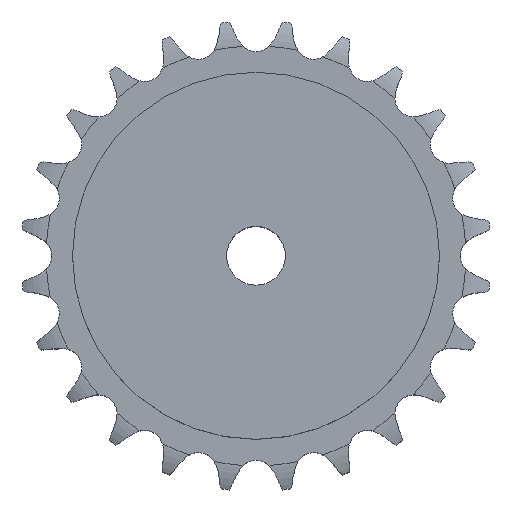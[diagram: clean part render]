
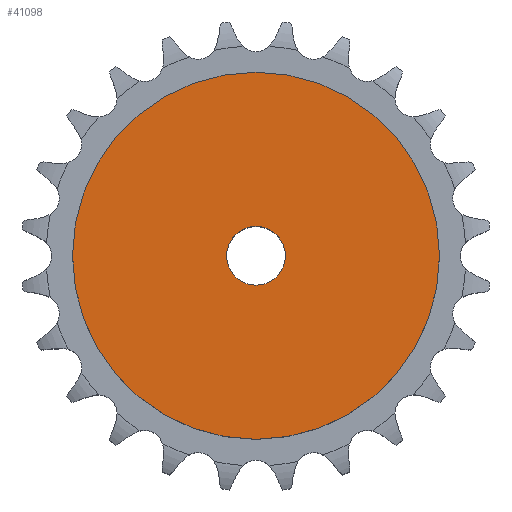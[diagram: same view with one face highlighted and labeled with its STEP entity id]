
A CAD part, top view. The second image highlights one B-rep face of the part: STEP entity #41098.
In plain terms, the highlighted planar face has unit normal (0, 0, 1).
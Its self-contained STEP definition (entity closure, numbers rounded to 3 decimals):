
#21921 = CYLINDRICAL_SURFACE('',#21922,8.);
#21922 = AXIS2_PLACEMENT_3D('',#21923,#21924,#21925);
#21923 = CARTESIAN_POINT('',(0.,0.,201.087));
#21924 = DIRECTION('',(0.,0.,1.));
#21925 = DIRECTION('',(1.,0.,0.));
#28109 = EDGE_CURVE('',#28110,#28110,#28112,.T.);
#28110 = VERTEX_POINT('',#28111);
#28111 = CARTESIAN_POINT('',(8.,0.,45.));
#28112 = SURFACE_CURVE('',#28113,(#28118,#28125),.PCURVE_S1.);
#28113 = CIRCLE('',#28114,8.);
#28114 = AXIS2_PLACEMENT_3D('',#28115,#28116,#28117);
#28115 = CARTESIAN_POINT('',(0.,0.,45.));
#28116 = DIRECTION('',(0.,0.,1.));
#28117 = DIRECTION('',(1.,0.,0.));
#28118 = PCURVE('',#21921,#28119);
#28119 = DEFINITIONAL_REPRESENTATION('',(#28120),#28124);
#28120 = LINE('',#28121,#28122);
#28121 = CARTESIAN_POINT('',(0.,-156.087));
#28122 = VECTOR('',#28123,1.);
#28123 = DIRECTION('',(1.,0.));
#28124 = ( GEOMETRIC_REPRESENTATION_CONTEXT(2) 
PARAMETRIC_REPRESENTATION_CONTEXT() REPRESENTATION_CONTEXT('2D SPACE',''
  ) );
#28125 = PCURVE('',#28126,#28131);
#28126 = PLANE('',#28127);
#28127 = AXIS2_PLACEMENT_3D('',#28128,#28129,#28130);
#28128 = CARTESIAN_POINT('',(0.,0.,45.)
  );
#28129 = DIRECTION('',(0.,0.,1.));
#28130 = DIRECTION('',(1.,0.,0.));
#28131 = DEFINITIONAL_REPRESENTATION('',(#28132),#28136);
#28132 = CIRCLE('',#28133,8.);
#28133 = AXIS2_PLACEMENT_2D('',#28134,#28135);
#28134 = CARTESIAN_POINT('',(0.,0.));
#28135 = DIRECTION('',(1.,0.));
#28136 = ( GEOMETRIC_REPRESENTATION_CONTEXT(2) 
PARAMETRIC_REPRESENTATION_CONTEXT() REPRESENTATION_CONTEXT('2D SPACE',''
  ) );
#41098 = ADVANCED_FACE('',(#41099,#41130),#28126,.T.);
#41099 = FACE_BOUND('',#41100,.T.);
#41100 = EDGE_LOOP('',(#41101));
#41101 = ORIENTED_EDGE('',*,*,#41102,.T.);
#41102 = EDGE_CURVE('',#41103,#41103,#41105,.T.);
#41103 = VERTEX_POINT('',#41104);
#41104 = CARTESIAN_POINT('',(50.,0.,45.));
#41105 = SURFACE_CURVE('',#41106,(#41111,#41118),.PCURVE_S1.);
#41106 = CIRCLE('',#41107,50.);
#41107 = AXIS2_PLACEMENT_3D('',#41108,#41109,#41110);
#41108 = CARTESIAN_POINT('',(0.,0.,45.));
#41109 = DIRECTION('',(0.,0.,1.));
#41110 = DIRECTION('',(1.,0.,0.));
#41111 = PCURVE('',#28126,#41112);
#41112 = DEFINITIONAL_REPRESENTATION('',(#41113),#41117);
#41113 = CIRCLE('',#41114,50.);
#41114 = AXIS2_PLACEMENT_2D('',#41115,#41116);
#41115 = CARTESIAN_POINT('',(0.,0.));
#41116 = DIRECTION('',(1.,0.));
#41117 = ( GEOMETRIC_REPRESENTATION_CONTEXT(2) 
PARAMETRIC_REPRESENTATION_CONTEXT() REPRESENTATION_CONTEXT('2D SPACE',''
  ) );
#41118 = PCURVE('',#41119,#41124);
#41119 = CYLINDRICAL_SURFACE('',#41120,50.);
#41120 = AXIS2_PLACEMENT_3D('',#41121,#41122,#41123);
#41121 = CARTESIAN_POINT('',(0.,0.,0.));
#41122 = DIRECTION('',(-0.,-0.,-1.));
#41123 = DIRECTION('',(1.,0.,0.));
#41124 = DEFINITIONAL_REPRESENTATION('',(#41125),#41129);
#41125 = LINE('',#41126,#41127);
#41126 = CARTESIAN_POINT('',(-0.,-45.));
#41127 = VECTOR('',#41128,1.);
#41128 = DIRECTION('',(-1.,0.));
#41129 = ( GEOMETRIC_REPRESENTATION_CONTEXT(2) 
PARAMETRIC_REPRESENTATION_CONTEXT() REPRESENTATION_CONTEXT('2D SPACE',''
  ) );
#41130 = FACE_BOUND('',#41131,.T.);
#41131 = EDGE_LOOP('',(#41132));
#41132 = ORIENTED_EDGE('',*,*,#28109,.F.);
